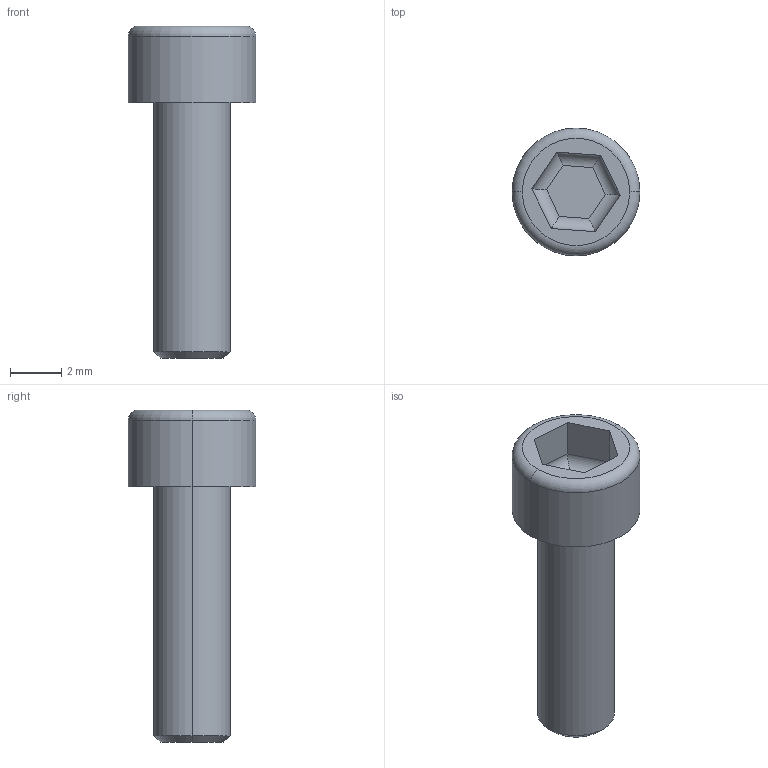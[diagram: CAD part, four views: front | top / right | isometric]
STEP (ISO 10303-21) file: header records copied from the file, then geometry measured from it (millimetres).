
FILE_DESCRIPTION (( 'STEP AP203' ), '1' );
FILE_NAME ('screw 3mm.STEP', '2022-02-24T14:04:51', ( '' ), ( '' ), 'SwSTEP 2.0', 'SolidWorks 2018', '' );
FILE_SCHEMA (( 'CONFIG_CONTROL_DESIGN' ));
Length unit declared in the file: millimetre
Products named in the file (1): screw 3mm
Bounding box: 5 x 5 x 13 mm (x, y, z)
Volume: 113.7 mm3; surface area: 194.8 mm2
Topology: 1 solids, 1 shells, 24 faces, 50 edges, 30 vertices
Faces by surface type: cylinder 10, plane 10, cone 2, torus 2
Entity records: 705 total; most frequent: CARTESIAN_POINT 123, DIRECTION 108, ORIENTED_EDGE 100, EDGE_CURVE 50, AXIS2_PLACEMENT_3D 39, VECTOR 30, VERTEX_POINT 30, LINE 30
